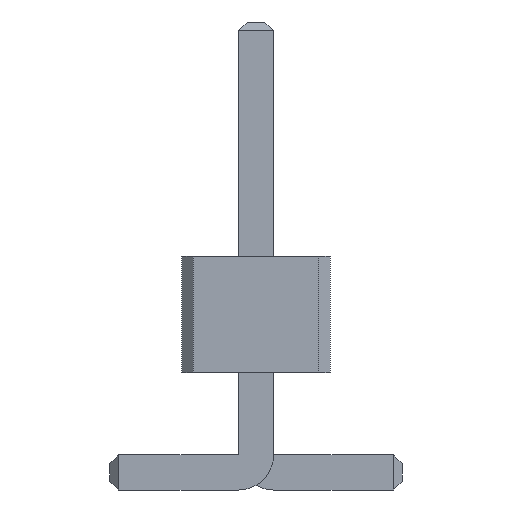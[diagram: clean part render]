
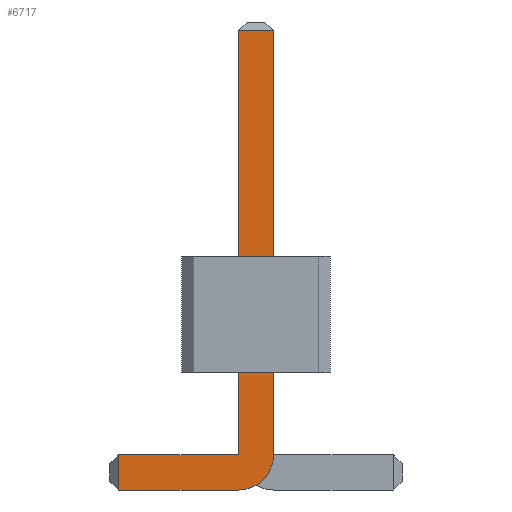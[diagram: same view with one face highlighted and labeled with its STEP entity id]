
A CAD part, front view. The second image highlights one B-rep face of the part: STEP entity #6717.
In plain terms, the highlighted planar face has unit normal (0, -1, 0).
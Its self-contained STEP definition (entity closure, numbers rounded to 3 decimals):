
#56=DIRECTION('',(0.,-1.,0.));
#67=DIRECTION('',(1.,0.,0.));
#1409=VECTOR('',#67,1.);
#1462=DIRECTION('',(-1.,0.,0.));
#2801=VECTOR('',#1462,1.);
#2999=DIRECTION('',(0.,0.,-1.));
#3018=VECTOR('',#2999,1.);
#6548=VECTOR('',#6549,1.);
#6549=DIRECTION('',(0.,0.,1.));
#6571=DIRECTION('',(-0.,-1.,-0.));
#6578=VERTEX_POINT('',#6579);
#6579=CARTESIAN_POINT('',(-1.175,-11.65,0.));
#6582=ORIENTED_EDGE('',*,*,#6583,.T.);
#6583=EDGE_CURVE('',#6578,#6584,#6586,.T.);
#6584=VERTEX_POINT('',#6585);
#6585=CARTESIAN_POINT('',(-0.15,-11.65,0.));
#6586=LINE('',#6587,#1409);
#6587=CARTESIAN_POINT('',(-1.25,-11.65,0.));
#6619=VERTEX_POINT('',#6620);
#6620=CARTESIAN_POINT('',(0.15,-11.65,0.3));
#6623=EDGE_CURVE('',#6584,#6619,#6624,.T.);
#6624=CIRCLE('',#6625,0.3);
#6625=AXIS2_PLACEMENT_3D('',#6626,#56,#2999);
#6626=CARTESIAN_POINT('',(-0.15,-11.65,0.3));
#6634=VERTEX_POINT('',#6626);
#6636=ORIENTED_EDGE('',*,*,#6637,.T.);
#6637=EDGE_CURVE('',#6634,#6638,#6640,.T.);
#6638=VERTEX_POINT('',#6639);
#6639=CARTESIAN_POINT('',(-1.175,-11.65,0.3));
#6640=LINE('',#6626,#2801);
#6650=ORIENTED_EDGE('',*,*,#6651,.T.);
#6651=EDGE_CURVE('',#6619,#6652,#6654,.T.);
#6652=VERTEX_POINT('',#6653);
#6653=CARTESIAN_POINT('',(0.15,-11.65,3.925));
#6654=LINE('',#6655,#6548);
#6655=CARTESIAN_POINT('',(0.15,-11.65,0.));
#6668=VERTEX_POINT('',#6669);
#6669=CARTESIAN_POINT('',(-0.15,-11.65,3.925));
#6671=ORIENTED_EDGE('',*,*,#6672,.T.);
#6672=EDGE_CURVE('',#6668,#6634,#6673,.T.);
#6673=LINE('',#6674,#3018);
#6674=CARTESIAN_POINT('',(-0.15,-11.65,4.));
#6717=ADVANCED_FACE('',(#6718),#6727,.T.);
#6718=FACE_BOUND('',#6719,.T.);
#6719=EDGE_LOOP('',(#6582,#6720,#6650,#6721,#6671,#6636,#6724));
#6720=ORIENTED_EDGE('',*,*,#6623,.T.);
#6721=ORIENTED_EDGE('',*,*,#6722,.T.);
#6722=EDGE_CURVE('',#6652,#6668,#6723,.T.);
#6723=LINE('',#6653,#2801);
#6724=ORIENTED_EDGE('',*,*,#6725,.T.);
#6725=EDGE_CURVE('',#6638,#6578,#6726,.T.);
#6726=LINE('',#6639,#3018);
#6727=PLANE('',#6728);
#6728=AXIS2_PLACEMENT_3D('',#6729,#6571,#2999);
#6729=CARTESIAN_POINT('',(-0.173,-11.65,1.623));
